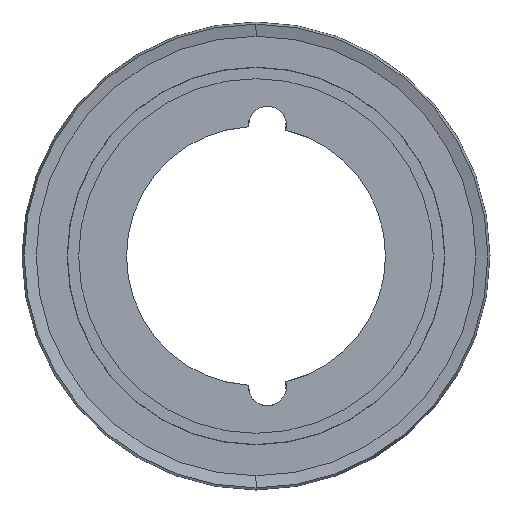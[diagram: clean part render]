
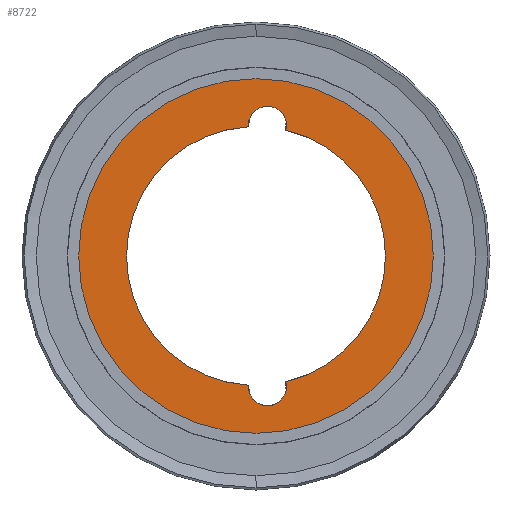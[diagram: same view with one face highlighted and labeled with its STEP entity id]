
A CAD part, left-side view. The second image highlights one B-rep face of the part: STEP entity #8722.
In plain terms, the highlighted planar face has unit normal (-1, 0, 0).
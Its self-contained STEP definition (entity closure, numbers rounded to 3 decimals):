
#43 = DIRECTION ( 'NONE',  ( 0., 0., 1. ) ) ;
#791 = DIRECTION ( 'NONE',  ( -1., 0., 0. ) ) ;
#877 = CIRCLE ( 'NONE', #5804, 3.937 ) ;
#968 = VERTEX_POINT ( 'NONE', #6076 ) ;
#1381 = CARTESIAN_POINT ( 'NONE',  ( -4.303, 38.296, 125.103 ) ) ;
#1454 = CARTESIAN_POINT ( 'NONE',  ( -4.303, 38.296, 88.527 ) ) ;
#1567 = AXIS2_PLACEMENT_3D ( 'NONE', #5541, #791, #6347 ) ;
#1871 = CIRCLE ( 'NONE', #5298, 36.576 ) ;
#1957 = CARTESIAN_POINT ( 'NONE',  ( -4.303, 38.296, 88.527 ) ) ;
#2028 = ORIENTED_EDGE ( 'NONE', *, *, #2592, .T. ) ;
#2090 = EDGE_LOOP ( 'NONE', ( #2743, #5948 ) ) ;
#2246 = CARTESIAN_POINT ( 'NONE',  ( -4.303, 38.296, 88.527 ) ) ;
#2264 = EDGE_CURVE ( 'NONE', #3738, #968, #1871, .T. ) ;
#2335 = CARTESIAN_POINT ( 'NONE',  ( -4.303, 35.939, 115.475 ) ) ;
#2592 = EDGE_CURVE ( 'NONE', #4195, #8015, #4969, .T. ) ;
#2721 = CARTESIAN_POINT ( 'NONE',  ( -4.303, 38.296, 88.527 ) ) ;
#2743 = ORIENTED_EDGE ( 'NONE', *, *, #2264, .T. ) ;
#3137 = DIRECTION ( 'NONE',  ( 0., 0., 1. ) ) ;
#3303 = CIRCLE ( 'NONE', #6240, 26.708 ) ;
#3355 = DIRECTION ( 'NONE',  ( -1., 0., 0. ) ) ;
#3440 = FACE_OUTER_BOUND ( 'NONE', #2090, .T. ) ;
#3672 = EDGE_CURVE ( 'NONE', #7619, #9411, #3303, .T. ) ;
#3738 = VERTEX_POINT ( 'NONE', #1381 ) ;
#4004 = AXIS2_PLACEMENT_3D ( 'NONE', #1957, #8351, #6683 ) ;
#4195 = VERTEX_POINT ( 'NONE', #4472 ) ;
#4472 = CARTESIAN_POINT ( 'NONE',  ( -4.303, 39.865, 61.865 ) ) ;
#4671 = CARTESIAN_POINT ( 'NONE',  ( -4.303, 35.939, 115.475 ) ) ;
#4831 = DIRECTION ( 'NONE',  ( -1., 0., 0. ) ) ;
#4969 = CIRCLE ( 'NONE', #6504, 26.708 ) ;
#5056 = VERTEX_POINT ( 'NONE', #8728 ) ;
#5195 = AXIS2_PLACEMENT_3D ( 'NONE', #2335, #7936, #3137 ) ;
#5298 = AXIS2_PLACEMENT_3D ( 'NONE', #2721, #3355, #8268 ) ;
#5541 = CARTESIAN_POINT ( 'NONE',  ( -4.303, 38.296, 88.527 ) ) ;
#5631 = ORIENTED_EDGE ( 'NONE', *, *, #6267, .F. ) ;
#5804 = AXIS2_PLACEMENT_3D ( 'NONE', #4671, #7887, #9512 ) ;
#5880 = EDGE_LOOP ( 'NONE', ( #5631, #6014, #9468, #2028, #10066 ) ) ;
#5948 = ORIENTED_EDGE ( 'NONE', *, *, #6736, .T. ) ;
#6014 = ORIENTED_EDGE ( 'NONE', *, *, #3672, .T. ) ;
#6076 = CARTESIAN_POINT ( 'NONE',  ( -4.303, 38.296, 51.951 ) ) ;
#6240 = AXIS2_PLACEMENT_3D ( 'NONE', #2246, #8585, #7807 ) ;
#6267 = EDGE_CURVE ( 'NONE', #7619, #5056, #877, .T. ) ;
#6347 = DIRECTION ( 'NONE',  ( 0., 0., 1. ) ) ;
#6480 = PLANE ( 'NONE',  #1567 ) ;
#6504 = AXIS2_PLACEMENT_3D ( 'NONE', #1454, #9475, #6976 ) ;
#6683 = DIRECTION ( 'NONE',  ( 0., 0., 1. ) ) ;
#6689 = CIRCLE ( 'NONE', #5195, 3.937 ) ;
#6736 = EDGE_CURVE ( 'NONE', #968, #3738, #8757, .T. ) ;
#6976 = DIRECTION ( 'NONE',  ( 0., 0., -1. ) ) ;
#7055 = CARTESIAN_POINT ( 'NONE',  ( -4.303, 32.121, 114.511 ) ) ;
#7619 = VERTEX_POINT ( 'NONE', #7055 ) ;
#7807 = DIRECTION ( 'NONE',  ( 0., 0., -1. ) ) ;
#7887 = DIRECTION ( 'NONE',  ( -1., 0., 0. ) ) ;
#7936 = DIRECTION ( 'NONE',  ( -1., 0., 0. ) ) ;
#8015 = VERTEX_POINT ( 'NONE', #9732 ) ;
#8183 = EDGE_CURVE ( 'NONE', #5056, #8015, #6689, .T. ) ;
#8268 = DIRECTION ( 'NONE',  ( 0., 0., 1. ) ) ;
#8351 = DIRECTION ( 'NONE',  ( -1., 0., 0. ) ) ;
#8585 = DIRECTION ( 'NONE',  ( 1., 0., 0. ) ) ;
#8631 = CIRCLE ( 'NONE', #8815, 3.937 ) ;
#8722 = ADVANCED_FACE ( 'NONE', ( #9215, #3440 ), #6480, .T. ) ;
#8728 = CARTESIAN_POINT ( 'NONE',  ( -4.303, 35.939, 119.412 ) ) ;
#8757 = CIRCLE ( 'NONE', #4004, 36.576 ) ;
#8815 = AXIS2_PLACEMENT_3D ( 'NONE', #9665, #4831, #43 ) ;
#9095 = CARTESIAN_POINT ( 'NONE',  ( -4.303, 32.121, 62.542 ) ) ;
#9215 = FACE_BOUND ( 'NONE', #5880, .T. ) ;
#9411 = VERTEX_POINT ( 'NONE', #9095 ) ;
#9468 = ORIENTED_EDGE ( 'NONE', *, *, #9844, .F. ) ;
#9475 = DIRECTION ( 'NONE',  ( 1., 0., 0. ) ) ;
#9512 = DIRECTION ( 'NONE',  ( 0., 0., 1. ) ) ;
#9665 = CARTESIAN_POINT ( 'NONE',  ( -4.303, 35.939, 61.579 ) ) ;
#9732 = CARTESIAN_POINT ( 'NONE',  ( -4.303, 39.865, 115.189 ) ) ;
#9844 = EDGE_CURVE ( 'NONE', #4195, #9411, #8631, .T. ) ;
#10066 = ORIENTED_EDGE ( 'NONE', *, *, #8183, .F. ) ;
